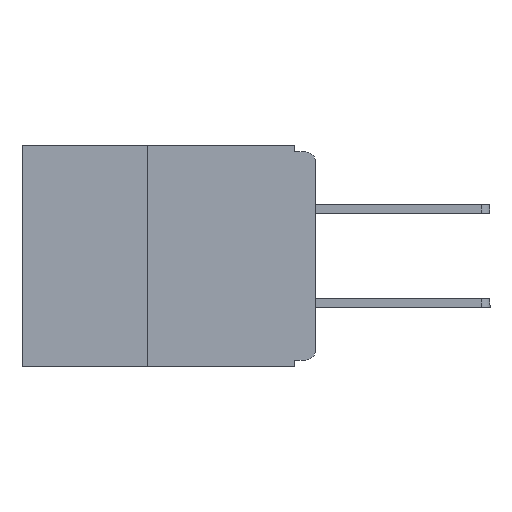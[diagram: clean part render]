
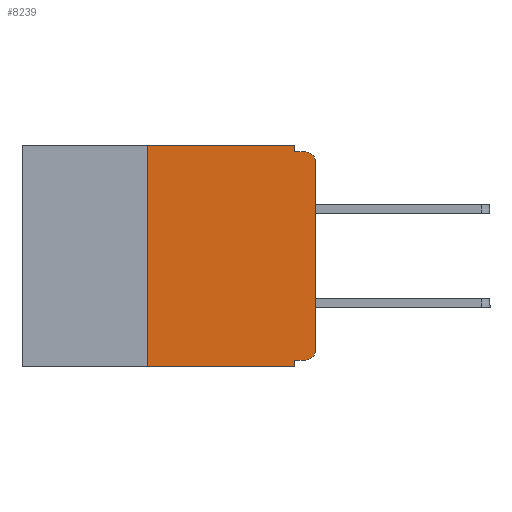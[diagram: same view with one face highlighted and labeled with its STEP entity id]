
A CAD part, left-side view. The second image highlights one B-rep face of the part: STEP entity #8239.
In plain terms, the highlighted planar face has unit normal (-1, 0, 0).
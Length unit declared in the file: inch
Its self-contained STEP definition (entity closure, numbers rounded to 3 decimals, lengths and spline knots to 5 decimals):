
#1095 = CARTESIAN_POINT ( 'NONE',  ( 0., 0.25, 0. ) ) ;
#2019 = CARTESIAN_POINT ( 'NONE',  ( 0., 0.437, 0. ) ) ;
#2814 = VERTEX_POINT ( 'NONE', #8747 ) ;
#2906 = DIRECTION ( 'NONE',  ( 0., 0., -1. ) ) ;
#3021 = EDGE_CURVE ( 'NONE', #6298, #2814, #14275, .T. ) ;
#3578 = ORIENTED_EDGE ( 'NONE', *, *, #11432, .F. ) ;
#4669 = VERTEX_POINT ( 'NONE', #11702 ) ;
#4805 = DIRECTION ( 'NONE',  ( 1., 0., 0. ) ) ;
#5090 = LINE ( 'NONE', #31789, #25024 ) ;
#5135 = EDGE_CURVE ( 'NONE', #22741, #25165, #28979, .T. ) ;
#5234 = CARTESIAN_POINT ( 'NONE',  ( 0., 0., 0. ) ) ;
#5473 = CARTESIAN_POINT ( 'NONE',  ( 0., 0., -0.32 ) ) ;
#5659 = DIRECTION ( 'NONE',  ( 0., 0., 1. ) ) ;
#6262 = ORIENTED_EDGE ( 'NONE', *, *, #28671, .T. ) ;
#6298 = VERTEX_POINT ( 'NONE', #13357 ) ;
#6335 = CARTESIAN_POINT ( 'NONE',  ( 0., 0.015, -0.025 ) ) ;
#7206 = EDGE_CURVE ( 'NONE', #29036, #22741, #15146, .T. ) ;
#7372 = EDGE_LOOP ( 'NONE', ( #14589, #6262, #34624, #11967, #32472, #3578, #17646, #26604, #13572, #9812 ) ) ;
#8044 = EDGE_CURVE ( 'NONE', #27450, #29036, #15901, .T. ) ;
#8239 = ADVANCED_FACE ( 'NONE', ( #24284 ), #18441, .F. ) ;
#8663 = VECTOR ( 'NONE', #23028, 39.37008 ) ;
#8747 = CARTESIAN_POINT ( 'NONE',  ( 0., 0., -0.025 ) ) ;
#9156 = DIRECTION ( 'NONE',  ( 0., 0., -1. ) ) ;
#9459 = CARTESIAN_POINT ( 'NONE',  ( 0., 0.25, -0.33 ) ) ;
#9630 = VECTOR ( 'NONE', #2906, 39.37008 ) ;
#9812 = ORIENTED_EDGE ( 'NONE', *, *, #22480, .T. ) ;
#9842 = CARTESIAN_POINT ( 'NONE',  ( 0., 0.015, -0.32 ) ) ;
#10631 = VERTEX_POINT ( 'NONE', #9842 ) ;
#11432 = EDGE_CURVE ( 'NONE', #33168, #27450, #33686, .T. ) ;
#11487 = CARTESIAN_POINT ( 'NONE',  ( 0., 0.25, -0.33 ) ) ;
#11702 = CARTESIAN_POINT ( 'NONE',  ( 0., 0.031, -0.33 ) ) ;
#11967 = ORIENTED_EDGE ( 'NONE', *, *, #7206, .F. ) ;
#12674 = EDGE_CURVE ( 'NONE', #20502, #4669, #17676, .T. ) ;
#13292 = DIRECTION ( 'NONE',  ( 0., -1., 0. ) ) ;
#13357 = CARTESIAN_POINT ( 'NONE',  ( 0., 0., -0.305 ) ) ;
#13496 = CARTESIAN_POINT ( 'NONE',  ( 0., 0.015, -0.01 ) ) ;
#13529 = VECTOR ( 'NONE', #27500, 39.37008 ) ;
#13572 = ORIENTED_EDGE ( 'NONE', *, *, #17914, .F. ) ;
#13993 = CARTESIAN_POINT ( 'NONE',  ( 0., 0.015, -0.305 ) ) ;
#14275 = LINE ( 'NONE', #5234, #27619 ) ;
#14372 = DIRECTION ( 'NONE',  ( 0., 0., -1. ) ) ;
#14406 = VECTOR ( 'NONE', #27112, 39.37008 ) ;
#14589 = ORIENTED_EDGE ( 'NONE', *, *, #3021, .T. ) ;
#15146 = LINE ( 'NONE', #22366, #33585 ) ;
#15255 = LINE ( 'NONE', #5473, #14406 ) ;
#15901 = LINE ( 'NONE', #30744, #8663 ) ;
#16592 = CARTESIAN_POINT ( 'NONE',  ( 0., 0.031, -0.33 ) ) ;
#16684 = DIRECTION ( 'NONE',  ( 0., 0., -1. ) ) ;
#16818 = AXIS2_PLACEMENT_3D ( 'NONE', #6335, #25271, #9156 ) ;
#17646 = ORIENTED_EDGE ( 'NONE', *, *, #22321, .T. ) ;
#17676 = LINE ( 'NONE', #16592, #9630 ) ;
#17761 = CARTESIAN_POINT ( 'NONE',  ( 0., 0.031, -0.01 ) ) ;
#17914 = EDGE_CURVE ( 'NONE', #10631, #20502, #15255, .T. ) ;
#18441 = PLANE ( 'NONE',  #23953 ) ;
#20502 = VERTEX_POINT ( 'NONE', #31569 ) ;
#22016 = VECTOR ( 'NONE', #26949, 39.37008 ) ;
#22321 = EDGE_CURVE ( 'NONE', #33168, #4669, #5090, .T. ) ;
#22366 = CARTESIAN_POINT ( 'NONE',  ( 0., 0.031, 0. ) ) ;
#22480 = EDGE_CURVE ( 'NONE', #10631, #6298, #24936, .T. ) ;
#22741 = VERTEX_POINT ( 'NONE', #17761 ) ;
#23028 = DIRECTION ( 'NONE',  ( 0., -1., 0. ) ) ;
#23238 = AXIS2_PLACEMENT_3D ( 'NONE', #13993, #32430, #16684 ) ;
#23833 = DIRECTION ( 'NONE',  ( 0., 0., -1. ) ) ;
#23953 = AXIS2_PLACEMENT_3D ( 'NONE', #2019, #4805, #23833 ) ;
#24284 = FACE_OUTER_BOUND ( 'NONE', #7372, .T. ) ;
#24936 = CIRCLE ( 'NONE', #23238, 0.015 ) ;
#25024 = VECTOR ( 'NONE', #13292, 39.37008 ) ;
#25165 = VERTEX_POINT ( 'NONE', #13496 ) ;
#25271 = DIRECTION ( 'NONE',  ( -1., 0., 0. ) ) ;
#25307 = CARTESIAN_POINT ( 'NONE',  ( 0., 0.031, 0. ) ) ;
#26604 = ORIENTED_EDGE ( 'NONE', *, *, #12674, .F. ) ;
#26913 = CARTESIAN_POINT ( 'NONE',  ( 0., 0., -0.01 ) ) ;
#26949 = DIRECTION ( 'NONE',  ( 0., -1., 0. ) ) ;
#27112 = DIRECTION ( 'NONE',  ( 0., 1., 0. ) ) ;
#27130 = CIRCLE ( 'NONE', #16818, 0.015 ) ;
#27450 = VERTEX_POINT ( 'NONE', #1095 ) ;
#27500 = DIRECTION ( 'NONE',  ( 0., 0., 1. ) ) ;
#27619 = VECTOR ( 'NONE', #5659, 39.37008 ) ;
#28671 = EDGE_CURVE ( 'NONE', #2814, #25165, #27130, .T. ) ;
#28979 = LINE ( 'NONE', #26913, #22016 ) ;
#29036 = VERTEX_POINT ( 'NONE', #25307 ) ;
#30744 = CARTESIAN_POINT ( 'NONE',  ( 0., 0.437, 0. ) ) ;
#31569 = CARTESIAN_POINT ( 'NONE',  ( 0., 0.031, -0.32 ) ) ;
#31789 = CARTESIAN_POINT ( 'NONE',  ( 0., 0.437, -0.33 ) ) ;
#32430 = DIRECTION ( 'NONE',  ( -1., 0., 0. ) ) ;
#32472 = ORIENTED_EDGE ( 'NONE', *, *, #8044, .F. ) ;
#33168 = VERTEX_POINT ( 'NONE', #9459 ) ;
#33585 = VECTOR ( 'NONE', #14372, 39.37008 ) ;
#33686 = LINE ( 'NONE', #11487, #13529 ) ;
#34624 = ORIENTED_EDGE ( 'NONE', *, *, #5135, .F. ) ;
